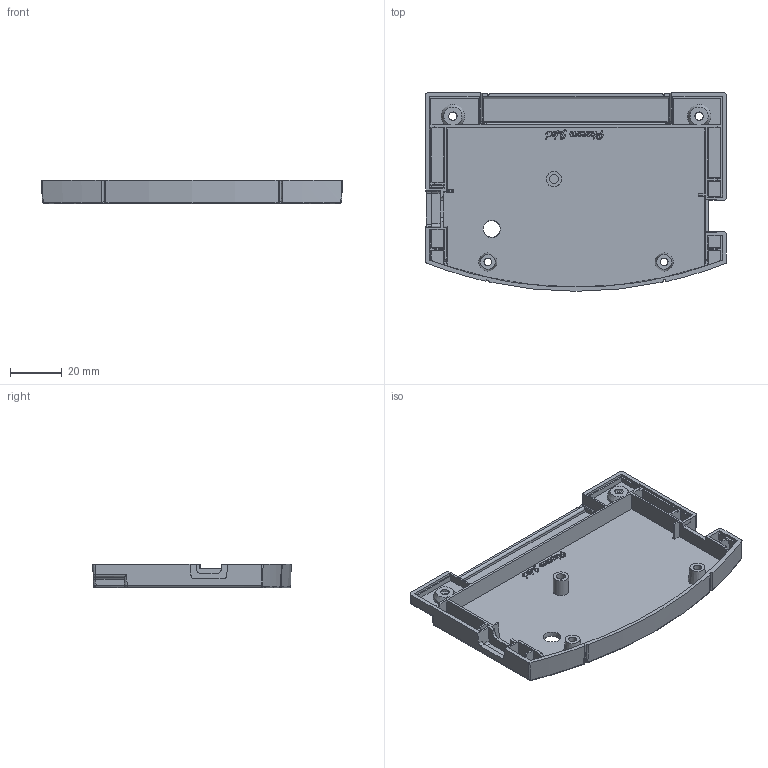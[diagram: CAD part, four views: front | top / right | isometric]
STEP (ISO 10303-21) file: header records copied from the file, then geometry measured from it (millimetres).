
FILE_DESCRIPTION(/* description */ (''),/* implementation_level */ '2;1');
FILE_NAME(/* name */ 'sc64_bottom.step',/* time_stamp */ '2024-01-26T22:13:47-06:00',/* author */ (''),/* organization */ (''),/* preprocessor_version */ 'ST-DEVELOPER v19.2',/* originating_system */ 'Autodesk Translation Framework v11.17.0.187',/* authorisation */ '');
FILE_SCHEMA (('AUTOMOTIVE_DESIGN { 1 0 10303 214 3 1 1 }'));
Length unit declared in the file: millimetre
Products named in the file (1): (Unsaved)
Bounding box: 116.11 x 76.61 x 9 mm (x, y, z)
Volume: 21568.2 mm3; surface area: 25114.3 mm2
Topology: 1 solids, 1 shells, 567 faces, 1588 edges, 1034 vertices
Faces by surface type: bspline 235, plane 178, cylinder 118, cone 21, sphere 12, torus 3
Full cylindrical faces by diameter (mm): 3.5 x1, 6 x1
Entity records: 22743 total; most frequent: CARTESIAN_POINT 9160, ORIENTED_EDGE 3166, DIRECTION 2132, EDGE_CURVE 1583, VERTEX_POINT 1034, LINE 772, VECTOR 772, AXIS2_PLACEMENT_3D 680
